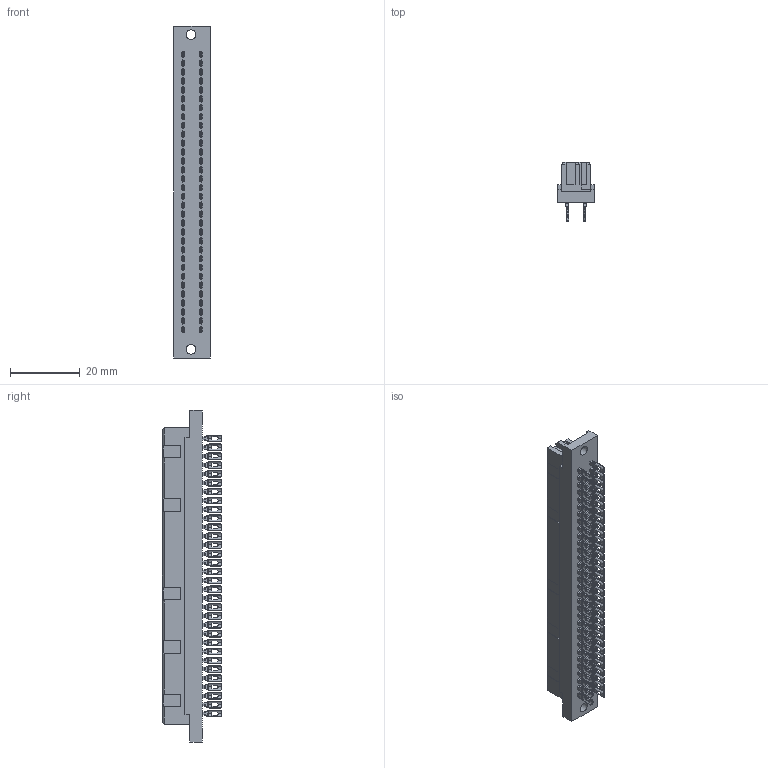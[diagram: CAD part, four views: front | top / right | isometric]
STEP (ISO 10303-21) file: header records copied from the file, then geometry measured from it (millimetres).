
FILE_DESCRIPTION(/* description */ (''),/* implementation_level */ '2;1');
FILE_NAME(/* name */ '100696055ugm000_c.stp',/* time_stamp */ '2019-04-23T14:36:53+02:00',/* author */ (''),/* organization */ (''),/* preprocessor_version */ 'ST-DEVELOPER v16.7',/* originating_system */ 'SIEMENS PLM Software NX 12.0',/* authorisation */ '');
FILE_SCHEMA (('AUTOMOTIVE_DESIGN { 1 0 10303 214 3 1 1 1 }'));
Products named in the file (1): 100696055ugm000_c
Bounding box: 10.5 x 16.95 x 95 mm (x, y, z)
Volume: 9216.2 mm3; surface area: 6036 mm2
Topology: 1 solids, 1 shells, 4170 faces, 11051 edges, 6592 vertices
Faces by surface type: bspline 1538, plane 1478, cylinder 1026, torus 128
Full cylindrical faces by diameter (mm): 2.8 x2
Entity records: 226268 total; most frequent: CARTESIAN_POINT 113193, ORIENTED_EDGE 21444, DIRECTION 11448, EDGE_CURVE 10722, VERTEX_POINT 6590, B_SPLINE_CURVE_WITH_KNOTS 4672, LINE 4382, VECTOR 4382
